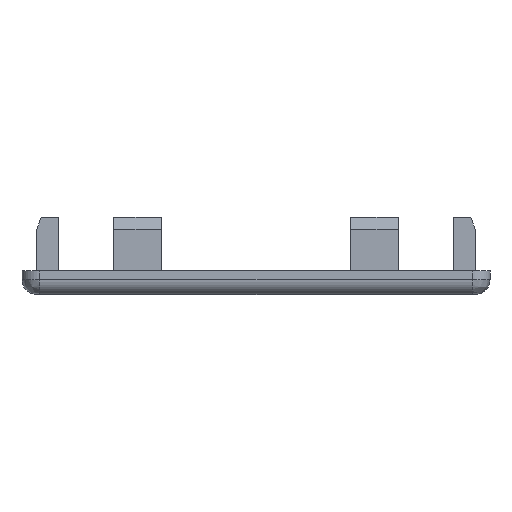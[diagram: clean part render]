
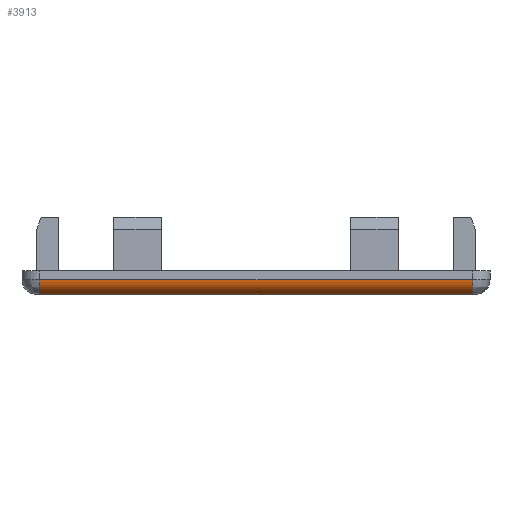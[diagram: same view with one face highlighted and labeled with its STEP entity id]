
A CAD part, left-side view. The second image highlights one B-rep face of the part: STEP entity #3913.
In plain terms, the highlighted cylindrical face has radius 2.5 mm (diameter 5 mm), a partial arc.
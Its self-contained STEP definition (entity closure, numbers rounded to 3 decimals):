
#114 = LINE ( 'NONE', #2940, #868 ) ;
#139 = EDGE_CURVE ( 'NONE', #3925, #3997, #632, .T. ) ;
#294 = CARTESIAN_POINT ( 'NONE',  ( -20., -36.5, 2.5 ) ) ;
#483 = EDGE_CURVE ( 'NONE', #2960, #3925, #1462, .T. ) ;
#632 = CIRCLE ( 'NONE', #4738, 2.5 ) ;
#843 = VERTEX_POINT ( 'NONE', #3639 ) ;
#868 = VECTOR ( 'NONE', #3448, 1000. ) ;
#1161 = ORIENTED_EDGE ( 'NONE', *, *, #2422, .T. ) ;
#1416 = ORIENTED_EDGE ( 'NONE', *, *, #483, .T. ) ;
#1431 = VECTOR ( 'NONE', #1781, 1000. ) ;
#1462 = LINE ( 'NONE', #1868, #1431 ) ;
#1510 = ORIENTED_EDGE ( 'NONE', *, *, #139, .T. ) ;
#1532 = CARTESIAN_POINT ( 'NONE',  ( -17.5, 36.5, 0. ) ) ;
#1594 = CARTESIAN_POINT ( 'NONE',  ( -17.5, -36.5, 2.5 ) ) ;
#1599 = CYLINDRICAL_SURFACE ( 'NONE', #2857, 2.5 ) ;
#1601 = DIRECTION ( 'NONE',  ( 0., -1., 0. ) ) ;
#1609 = DIRECTION ( 'NONE',  ( 0., 0., 1. ) ) ;
#1623 = CARTESIAN_POINT ( 'NONE',  ( -17.5, 36.5, 2.5 ) ) ;
#1652 = ORIENTED_EDGE ( 'NONE', *, *, #2222, .F. ) ;
#1754 = CARTESIAN_POINT ( 'NONE',  ( -20., 36.5, 2.5 ) ) ;
#1763 = DIRECTION ( 'NONE',  ( 0., 1., 0. ) ) ;
#1769 = DIRECTION ( 'NONE',  ( 0., 0., 1. ) ) ;
#1781 = DIRECTION ( 'NONE',  ( 0., 1., 0. ) ) ;
#1807 = CARTESIAN_POINT ( 'NONE',  ( -17.5, 39.5, 2.5 ) ) ;
#1834 = DIRECTION ( 'NONE',  ( 0., 0., 1. ) ) ;
#1868 = CARTESIAN_POINT ( 'NONE',  ( -20., 39.5, 2.5 ) ) ;
#2212 = DIRECTION ( 'NONE',  ( 0., 1., 0. ) ) ;
#2222 = EDGE_CURVE ( 'NONE', #843, #3997, #114, .T. ) ;
#2422 = EDGE_CURVE ( 'NONE', #843, #2960, #3839, .T. ) ;
#2857 = AXIS2_PLACEMENT_3D ( 'NONE', #1807, #1763, #1769 ) ;
#2940 = CARTESIAN_POINT ( 'NONE',  ( -17.5, -39.5, 0. ) ) ;
#2960 = VERTEX_POINT ( 'NONE', #294 ) ;
#3448 = DIRECTION ( 'NONE',  ( 0., 1., 0. ) ) ;
#3515 = AXIS2_PLACEMENT_3D ( 'NONE', #1594, #2212, #1834 ) ;
#3639 = CARTESIAN_POINT ( 'NONE',  ( -17.5, -36.5, 0. ) ) ;
#3839 = CIRCLE ( 'NONE', #3515, 2.5 ) ;
#3913 = ADVANCED_FACE ( 'NONE', ( #4123 ), #1599, .T. ) ;
#3925 = VERTEX_POINT ( 'NONE', #1754 ) ;
#3997 = VERTEX_POINT ( 'NONE', #1532 ) ;
#4123 = FACE_OUTER_BOUND ( 'NONE', #4421, .T. ) ;
#4421 = EDGE_LOOP ( 'NONE', ( #1161, #1416, #1510, #1652 ) ) ;
#4738 = AXIS2_PLACEMENT_3D ( 'NONE', #1623, #1601, #1609 ) ;
